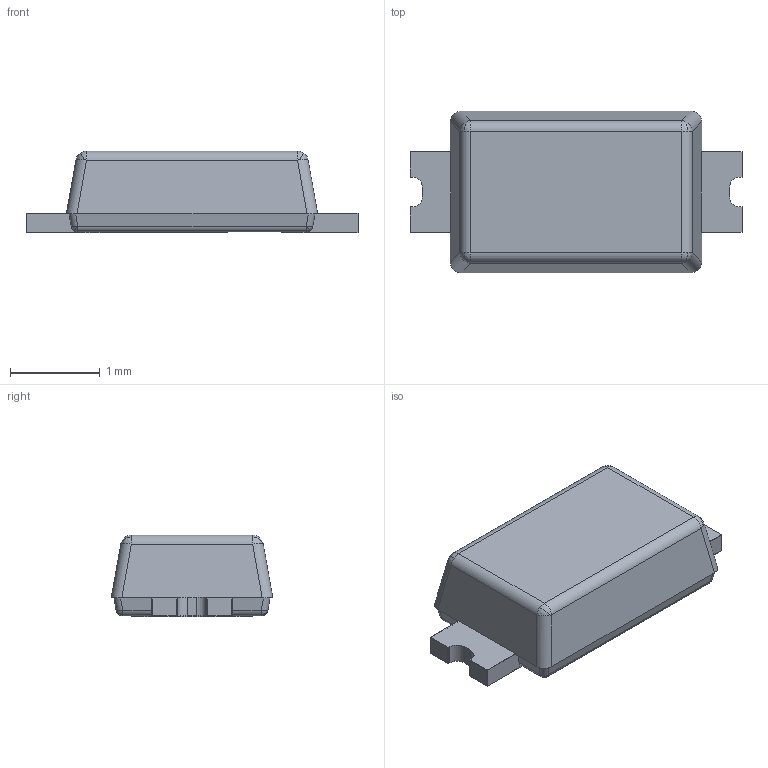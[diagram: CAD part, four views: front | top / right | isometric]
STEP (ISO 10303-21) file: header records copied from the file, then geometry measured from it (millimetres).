
FILE_DESCRIPTION (( 'STEP AP214' ), '1' );
FILE_NAME ('PMEG4030AEXE-QX.STEP', '2025-03-20T06:44:54', ( '' ), ( '' ), 'SwSTEP 2.0', 'SolidWorks 2023', '' );
FILE_SCHEMA (( 'AUTOMOTIVE_DESIGN' ));
Length unit declared in the file: millimetre
Products named in the file (4): SOD123HP_Sn-plating; SOD123HP-2_LF; SOD123HP-2_mold-body; PMEG4030AEXE-QX
Assembly tree (3 placements, depth 2):
  PMEG4030AEXE-QX
    SOD123HP-2_LF
    SOD123HP_Sn-plating
    SOD123HP-2_mold-body
Bounding box: 3.7 x 1.8 x 0.91 mm (x, y, z)
Volume: 4.2 mm3; surface area: 34 mm2
Topology: 5 solids, 5 shells, 179 faces, 512 edges, 324 vertices
Faces by surface type: plane 111, cylinder 52, bspline 16
Entity records: 7998 total; most frequent: CARTESIAN_POINT 1269, ORIENTED_EDGE 992, DIRECTION 954, EDGE_CURVE 496, LINE 360, VECTOR 360, VERTEX_POINT 324, AXIS2_PLACEMENT_3D 297
